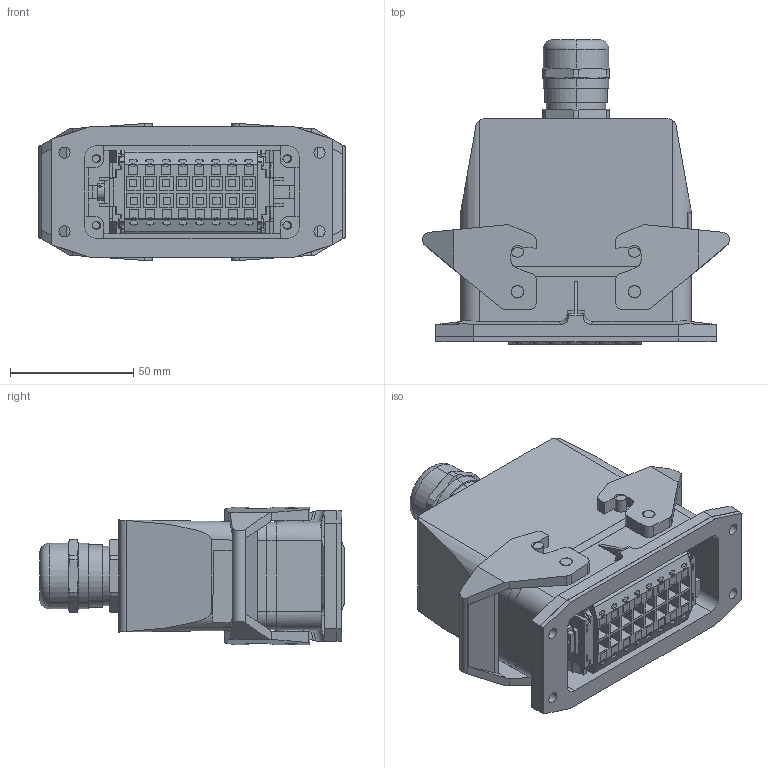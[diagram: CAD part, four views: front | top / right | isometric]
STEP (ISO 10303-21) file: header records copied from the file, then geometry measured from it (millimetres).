
FILE_DESCRIPTION(('SolidDesigner STEP Export'),'2;1');
FILE_NAME('1416349_HC_STA_B16PT_BWD_LT_M25_ELCAL-select.stp','2015-03-17T14:40:03',(''),(''),'Creo Elements/Direct Modeling STEP processor for AP214 (Solid Model)','Creo Elements/Direct Modeling 18.1B 29-Sep-2012 (C) Parametric Technology GmbH','');
FILE_SCHEMA(('AUTOMOTIVE_DESIGN { 1 0 10303 214 1 1 1 1 }'));
Length unit declared in the file: millimetre
Products named in the file (6): 1411327_HC_STA_B16_BWD_ELC_AL-select; 1412721_HC_STA_B16_HLFD_1TTM25_EL_AL-select; 1411165_G_INS_M25_M68N_NNES_S-select; 1407732_HC_B_16_I_PT_M-select; 1407731_HC_B_16_I_PT_F-select; 1416349_HC_STA_B16PT_BWD_LT_M25_ELCAL-select
Assembly tree (5 placements, depth 2):
  1416349_HC_STA_B16PT_BWD_LT_M25_ELCAL-select
    1407731_HC_B_16_I_PT_F-select
    1407732_HC_B_16_I_PT_M-select
    1411165_G_INS_M25_M68N_NNES_S-select
    1412721_HC_STA_B16_HLFD_1TTM25_EL_AL-select
    1411327_HC_STA_B16_BWD_ELC_AL-select
Bounding box: 124.64 x 123.78 x 56 mm (x, y, z)
Volume: 387884.8 mm3; surface area: 121817.8 mm2
Topology: 5 solids, 5 shells, 3462 faces, 9805 edges, 6447 vertices
Faces by surface type: plane 2534, cylinder 756, cone 106, extrusion 48, bspline 14, torus 4
Entity records: 141627 total; most frequent: CARTESIAN_POINT 25741, ORIENTED_EDGE 19622, DIRECTION 16869, EDGE_CURVE 9805, VECTOR 7585, LINE 7537, VERTEX_POINT 6447, AXIS2_PLACEMENT_3D 4642
